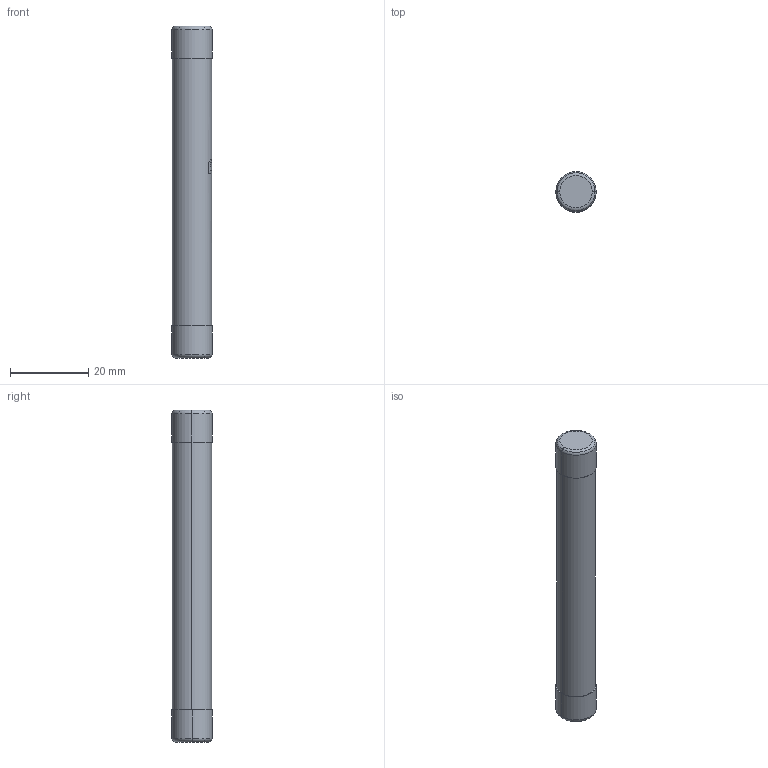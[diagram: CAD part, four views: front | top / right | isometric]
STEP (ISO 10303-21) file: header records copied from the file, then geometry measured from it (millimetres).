
FILE_DESCRIPTION((''),'2;1');
FILE_NAME('CH10X85GPV_1500V_STANDARD_CONTA_ASM','2019-09-03T',('marketing.praksa'),('Audax d.o.o.'),'CREO PARAMETRIC BY PTC INC, 2017480','CREO PARAMETRIC BY PTC INC, 2017480','');
FILE_SCHEMA(('AUTOMOTIVE_DESIGN { 1 0 10303 214 1 1 1 1 }'));
Length unit declared in the file: millimetre
Products named in the file (8): 1A6_1; 1AE; 1B2; 2CC-407; 2CC-408; 2CC-409; PRODUCT_1_ASM; CH10X85GPV_1500V_STANDARD_CONTA_ASM
Assembly tree (7 placements, depth 3):
  CH10X85GPV_1500V_STANDARD_CONTA_ASM
    PRODUCT_1_ASM
      1A6_1
      1AE
      1B2
      2CC-407
      2CC-408
      2CC-409
Bounding box: 10.3 x 10.3 x 85 mm (x, y, z)
Volume: 6741 mm3; surface area: 3269.1 mm2
Topology: 6 solids, 6 shells, 125 faces, 374 edges, 263 vertices
Faces by surface type: plane 60, cylinder 57, torus 8
Entity records: 6297 total; most frequent: CARTESIAN_POINT 1330, ORIENTED_EDGE 748, DIRECTION 627, PRESENTATION_STYLE_ASSIGNMENT 380, STYLED_ITEM 380, CURVE_STYLE 374, EDGE_CURVE 374, VERTEX_POINT 263
